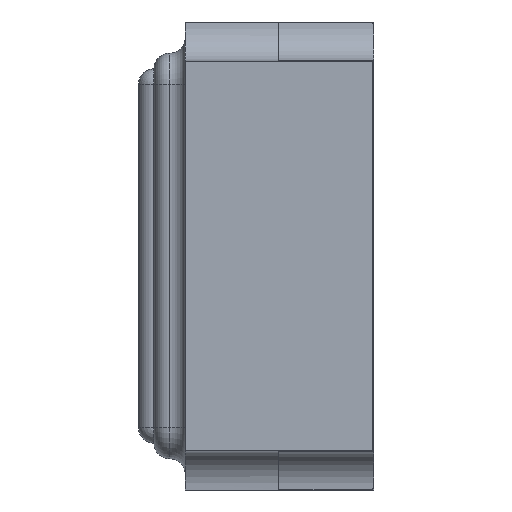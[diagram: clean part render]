
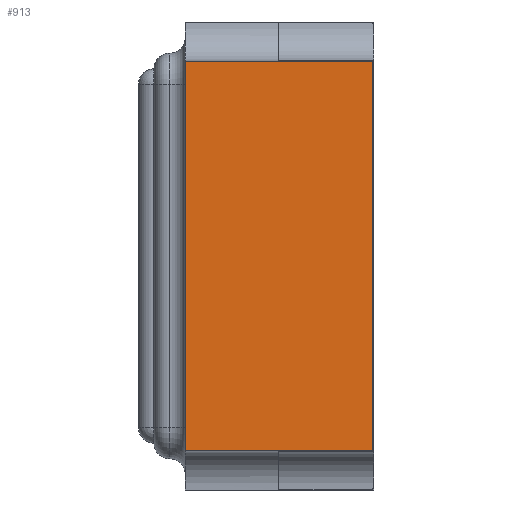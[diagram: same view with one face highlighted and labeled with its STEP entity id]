
A CAD part, left-side view. The second image highlights one B-rep face of the part: STEP entity #913.
In plain terms, the highlighted planar face has unit normal (-1, 0, 0).
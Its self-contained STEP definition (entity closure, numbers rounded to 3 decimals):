
#40 = CARTESIAN_POINT ( 'NONE',  ( -1.6, 0.6, 0.75 ) ) ;
#77 = ORIENTED_EDGE ( 'NONE', *, *, #667, .T. ) ;
#103 = VERTEX_POINT ( 'NONE', #2732 ) ;
#222 = CARTESIAN_POINT ( 'NONE',  ( -1.6, 0., -0.625 ) ) ;
#367 = EDGE_CURVE ( 'NONE', #2662, #645, #2687, .T. ) ;
#462 = LINE ( 'NONE', #1303, #2550 ) ;
#489 = ORIENTED_EDGE ( 'NONE', *, *, #1362, .T. ) ;
#497 = CARTESIAN_POINT ( 'NONE',  ( -1.6, 0., 0.625 ) ) ;
#517 = CARTESIAN_POINT ( 'NONE',  ( -1.6, 0.6, 0.625 ) ) ;
#645 = VERTEX_POINT ( 'NONE', #497 ) ;
#667 = EDGE_CURVE ( 'NONE', #645, #1859, #462, .T. ) ;
#678 = FACE_OUTER_BOUND ( 'NONE', #1857, .T. ) ;
#681 = LINE ( 'NONE', #40, #1061 ) ;
#699 = VECTOR ( 'NONE', #1592, 1000. ) ;
#711 = PLANE ( 'NONE',  #2096 ) ;
#731 = CARTESIAN_POINT ( 'NONE',  ( -1.6, 0., -0.625 ) ) ;
#870 = DIRECTION ( 'NONE',  ( 0., -1., 0. ) ) ;
#913 = ADVANCED_FACE ( 'NONE', ( #678 ), #711, .F. ) ;
#1061 = VECTOR ( 'NONE', #1285, 1000. ) ;
#1284 = EDGE_CURVE ( 'NONE', #103, #1859, #681, .T. ) ;
#1285 = DIRECTION ( 'NONE',  ( 0., 0., 1. ) ) ;
#1287 = DIRECTION ( 'NONE',  ( 0., 0., -1. ) ) ;
#1303 = CARTESIAN_POINT ( 'NONE',  ( -1.6, 0., 0.625 ) ) ;
#1362 = EDGE_CURVE ( 'NONE', #103, #2662, #2195, .T. ) ;
#1494 = DIRECTION ( 'NONE',  ( 1., 0., 0. ) ) ;
#1592 = DIRECTION ( 'NONE',  ( 0., 0., 1. ) ) ;
#1857 = EDGE_LOOP ( 'NONE', ( #2236, #77, #2547, #489 ) ) ;
#1859 = VERTEX_POINT ( 'NONE', #517 ) ;
#2096 = AXIS2_PLACEMENT_3D ( 'NONE', #2566, #1494, #1287 ) ;
#2135 = VECTOR ( 'NONE', #870, 1000. ) ;
#2175 = DIRECTION ( 'NONE',  ( 0., 1., 0. ) ) ;
#2195 = LINE ( 'NONE', #222, #2135 ) ;
#2236 = ORIENTED_EDGE ( 'NONE', *, *, #367, .T. ) ;
#2479 = CARTESIAN_POINT ( 'NONE',  ( -1.6, 0., 0.75 ) ) ;
#2547 = ORIENTED_EDGE ( 'NONE', *, *, #1284, .F. ) ;
#2550 = VECTOR ( 'NONE', #2175, 1000. ) ;
#2566 = CARTESIAN_POINT ( 'NONE',  ( -1.6, 0.6, 0.75 ) ) ;
#2662 = VERTEX_POINT ( 'NONE', #731 ) ;
#2687 = LINE ( 'NONE', #2479, #699 ) ;
#2732 = CARTESIAN_POINT ( 'NONE',  ( -1.6, 0.6, -0.625 ) ) ;
